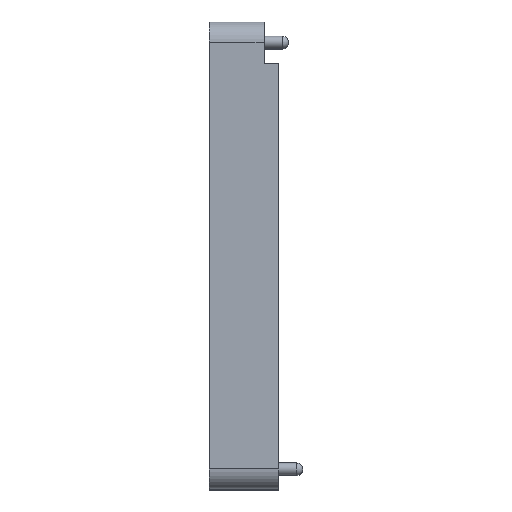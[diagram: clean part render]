
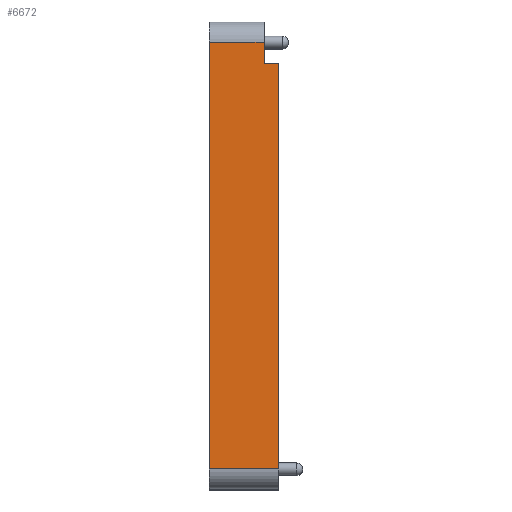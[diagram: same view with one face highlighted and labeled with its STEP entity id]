
A CAD part, top view. The second image highlights one B-rep face of the part: STEP entity #6672.
In plain terms, the highlighted planar face has unit normal (0, 0, 1).
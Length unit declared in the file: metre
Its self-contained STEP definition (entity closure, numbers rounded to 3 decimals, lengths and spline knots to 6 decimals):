
#849=ORIENTED_EDGE('',*,*,#2859,.F.);
#850=ORIENTED_EDGE('',*,*,#2860,.F.);
#851=ORIENTED_EDGE('',*,*,#2861,.F.);
#852=ORIENTED_EDGE('',*,*,#2493,.F.);
#853=ORIENTED_EDGE('',*,*,#2862,.T.);
#854=ORIENTED_EDGE('',*,*,#2863,.F.);
#2493=EDGE_CURVE('',#3499,#3500,#4158,.T.);
#2859=EDGE_CURVE('',#3863,#3864,#4379,.T.);
#2860=EDGE_CURVE('',#3865,#3863,#4380,.T.);
#2861=EDGE_CURVE('',#3500,#3865,#4381,.T.);
#2862=EDGE_CURVE('',#3499,#3866,#4382,.T.);
#2863=EDGE_CURVE('',#3864,#3866,#4383,.T.);
#3499=VERTEX_POINT('',#9217);
#3500=VERTEX_POINT('',#9219);
#3863=VERTEX_POINT('',#10042);
#3864=VERTEX_POINT('',#10043);
#3865=VERTEX_POINT('',#10045);
#3866=VERTEX_POINT('',#10048);
#4158=LINE('',#9218,#4886);
#4379=LINE('',#10041,#5107);
#4380=LINE('',#10044,#5108);
#4381=LINE('',#10046,#5109);
#4382=LINE('',#10047,#5110);
#4383=LINE('',#10049,#5111);
#4886=VECTOR('',#7557,1.);
#5107=VECTOR('',#7986,1.);
#5108=VECTOR('',#7987,1.);
#5109=VECTOR('',#7988,1.);
#5110=VECTOR('',#7989,1.);
#5111=VECTOR('',#7990,1.);
#5648=EDGE_LOOP('',(#849,#850,#851,#852,#853,#854));
#6081=FACE_BOUND('',#5648,.T.);
#6454=PLANE('',#7162);
#6672=ADVANCED_FACE('',(#6081),#6454,.F.);
#7162=AXIS2_PLACEMENT_3D('',#10040,#7984,#7985);
#7557=DIRECTION('',(0.,1.,0.));
#7984=DIRECTION('',(0.,0.,-1.));
#7985=DIRECTION('',(-1.,0.,0.));
#7986=DIRECTION('',(1.,0.,0.));
#7987=DIRECTION('',(0.,-1.,0.));
#7988=DIRECTION('',(1.,0.,0.));
#7989=DIRECTION('',(1.,0.,0.));
#7990=DIRECTION('',(0.,-1.,0.));
#9217=CARTESIAN_POINT('',(-0.0192,-0.0525,0.056));
#9218=CARTESIAN_POINT('',(-0.0192,0.05,0.056));
#9219=CARTESIAN_POINT('',(-0.0192,0.0525,0.056));
#10040=CARTESIAN_POINT('',(-0.0192,0.05,0.056));
#10041=CARTESIAN_POINT('',(-0.0055,0.0473,0.056));
#10042=CARTESIAN_POINT('',(-0.0057,0.0473,0.056));
#10043=CARTESIAN_POINT('',(-0.0022,0.0473,0.056));
#10044=CARTESIAN_POINT('',(-0.0057,0.05,0.056));
#10045=CARTESIAN_POINT('',(-0.0057,0.0525,0.056));
#10046=CARTESIAN_POINT('',(-0.0192,0.0525,0.056));
#10047=CARTESIAN_POINT('',(-0.0192,-0.0525,0.056));
#10048=CARTESIAN_POINT('',(-0.0022,-0.0525,0.056));
#10049=CARTESIAN_POINT('',(-0.0022,0.05,0.056));
